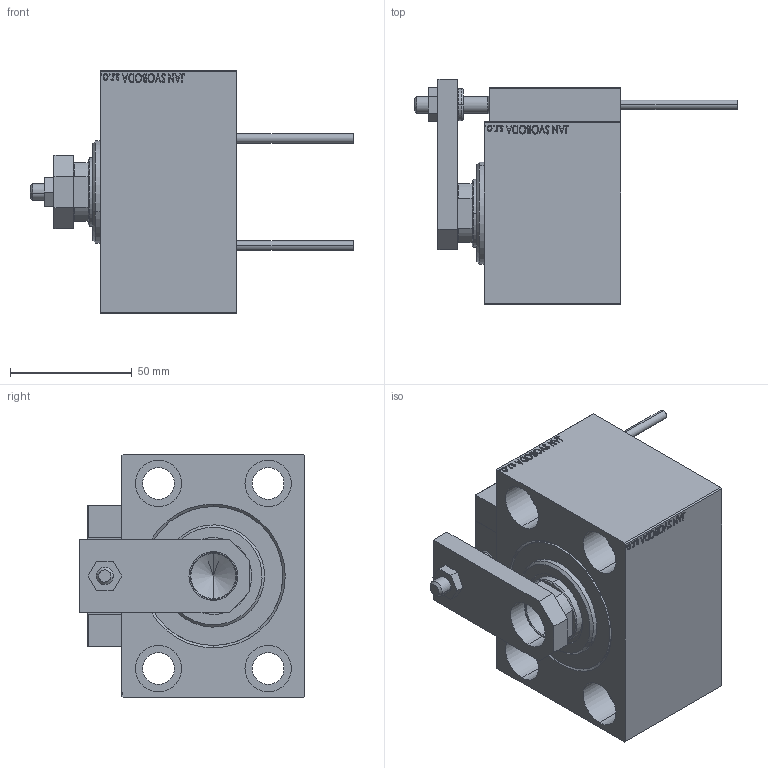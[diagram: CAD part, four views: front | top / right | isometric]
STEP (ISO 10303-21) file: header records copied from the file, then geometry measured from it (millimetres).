
FILE_DESCRIPTION (( 'STEP AP203' ), '1' );
FILE_NAME ('f804.STEP', '2021-11-01T23:33:47', ( '' ), ( '' ), 'SwSTEP 2.0', 'SolidWorks 2019', '' );
FILE_SCHEMA (( 'CONFIG_CONTROL_DESIGN' ));
Length unit declared in the file: millimetre
Products named in the file (15): ZARAZKA 920ddabab98af58cc168e59aea4a1a61; Block 920ddabab98af58cc168e59aea4a1a61; ALLEN BOLT D8 920ddabab98af58cc168e59aea4a1a61; V450CM_C 920ddabab98af58cc168e59aea4a1a61; SWITCH_X_FRONT_BACK 920ddabab98af58cc168e59aea4a1a61; MAGNET 920ddabab98af58cc168e59aea4a1a61; V450CM_C_VCP 920ddabab98af58cc168e59aea4a1a61; SWITCH DIM B,W 920ddabab98af58cc168e59aea4a1a61; SWITCH X 920ddabab98af58cc168e59aea4a1a61; KONCOVKA 920ddabab98af58cc168e59aea4a1a61; TYC_L79 920ddabab98af58cc168e59aea4a1a61; NUT_D12 920ddabab98af58cc168e59aea4a1a61; f804; V450CM_VC_B 920ddabab98af58cc168e59aea4a1a61; ALLEN BOLT D5 920ddabab98af58cc168e59aea4a1a61
Assembly tree (24 placements, depth 3):
  f804
    V450CM_C 920ddabab98af58cc168e59aea4a1a61
    SWITCH X 920ddabab98af58cc168e59aea4a1a61
      SWITCH_X_FRONT_BACK 920ddabab98af58cc168e59aea4a1a61  x2
      TYC_L79 920ddabab98af58cc168e59aea4a1a61
      Block 920ddabab98af58cc168e59aea4a1a61  x2
      ALLEN BOLT D5 920ddabab98af58cc168e59aea4a1a61  x4
      ALLEN BOLT D8 920ddabab98af58cc168e59aea4a1a61  x4
      MAGNET 920ddabab98af58cc168e59aea4a1a61  x2
      KONCOVKA 920ddabab98af58cc168e59aea4a1a61  x2
    NUT_D12 920ddabab98af58cc168e59aea4a1a61
    SWITCH DIM B,W 920ddabab98af58cc168e59aea4a1a61
    ZARAZKA 920ddabab98af58cc168e59aea4a1a61
    V450CM_C_VCP 920ddabab98af58cc168e59aea4a1a61
    V450CM_VC_B 920ddabab98af58cc168e59aea4a1a61
Bounding box: 132.7 x 92.5 x 100 mm (x, y, z)
Volume: 413929 mm3; surface area: 101014.3 mm2
Topology: 23 solids, 23 shells, 1284 faces, 3079 edges, 1969 vertices
Faces by surface type: plane 562, bspline 380, cylinder 188, cone 106, torus 44, sphere 4
Entity records: 50531 total; most frequent: CARTESIAN_POINT 26203, ORIENTED_EDGE 5178, DIRECTION 3466, EDGE_CURVE 2589, VERTEX_POINT 1693, LINE 1490, VECTOR 1490, EDGE_LOOP 1190
